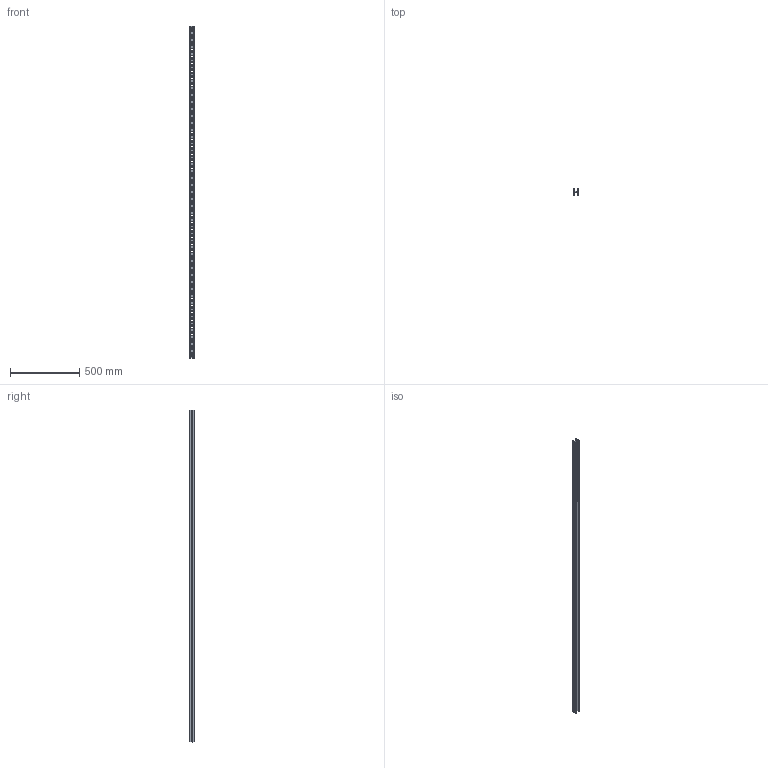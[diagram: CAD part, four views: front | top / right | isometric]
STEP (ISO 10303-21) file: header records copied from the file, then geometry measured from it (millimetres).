
FILE_DESCRIPTION (( 'STEP AP203' ), '1' );
FILE_NAME ('Äâîéíîé STRUT-ïðîôèëü_h21-L2400.step', '2022-01-25T09:26:01', ( '' ), ( '' ), 'SwSTEP 2.0', 'SolidWorks 2017', '' );
FILE_SCHEMA (( 'CONFIG_CONTROL_DESIGN' ));
Length unit declared in the file: millimetre
Products named in the file (2): STRUT-镳铘桦黖h21-2400; Äâîéíîé STRUT-ïðîôèëü_h21-L2400
Assembly tree (2 placements, depth 2):
  Äâîéíîé STRUT-ïðîôèëü_h21-L2400
    STRUT-镳铘桦黖h21-2400  x2
Bounding box: 41 x 42 x 2400 mm (x, y, z)
Volume: 1040545 mm3; surface area: 899199.3 mm2
Topology: 2 solids, 2 shells, 3632 faces, 10884 edges, 7256 vertices
Faces by surface type: plane 3428, cylinder 204
Entity records: 60510 total; most frequent: CARTESIAN_POINT 10891, ORIENTED_EDGE 10884, DIRECTION 9288, EDGE_CURVE 5442, VECTOR 5238, LINE 5238, VERTEX_POINT 3628, AXIS2_PLACEMENT_3D 2025
